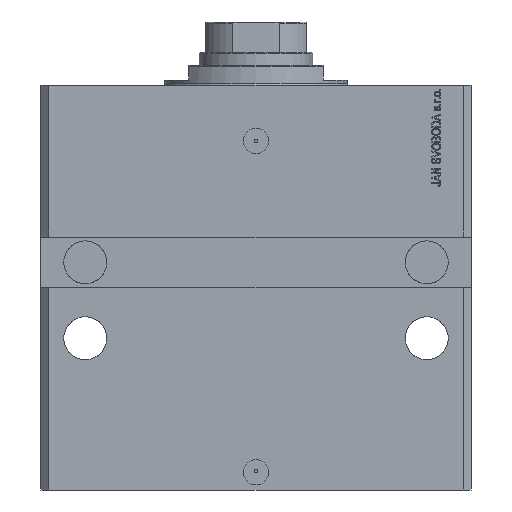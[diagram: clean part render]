
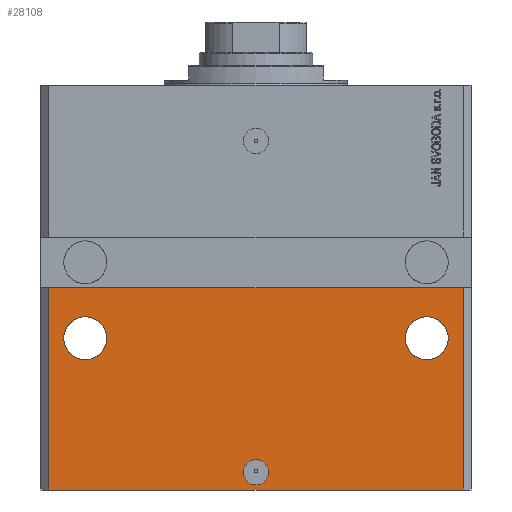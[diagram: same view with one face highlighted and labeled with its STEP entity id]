
A CAD part, front view. The second image highlights one B-rep face of the part: STEP entity #28108.
In plain terms, the highlighted planar face has unit normal (0, -1, 0).
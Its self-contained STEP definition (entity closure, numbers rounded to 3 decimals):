
#578 = CARTESIAN_POINT ( 'NONE',  ( 59., -70., -100. ) ) ;
#901 = EDGE_CURVE ( 'NONE', #8361, #25742, #39862, .T. ) ;
#1057 = EDGE_CURVE ( 'NONE', #23997, #27107, #5913, .T. ) ;
#1744 = DIRECTION ( 'NONE',  ( -1., 0., 0. ) ) ;
#1854 = CIRCLE ( 'NONE', #27199, 8.5 ) ;
#2053 = CIRCLE ( 'NONE', #34142, 8.5 ) ;
#2165 = VERTEX_POINT ( 'NONE', #578 ) ;
#2226 = EDGE_CURVE ( 'NONE', #2165, #39669, #1854, .T. ) ;
#2656 = ORIENTED_EDGE ( 'NONE', *, *, #22058, .F. ) ;
#2743 = EDGE_LOOP ( 'NONE', ( #26764, #31534 ) ) ;
#3094 = EDGE_CURVE ( 'NONE', #25742, #8361, #26468, .T. ) ;
#3325 = CARTESIAN_POINT ( 'NONE',  ( -82., -70., -160. ) ) ;
#5202 = CARTESIAN_POINT ( 'NONE',  ( 82., -70., -160. ) ) ;
#5214 = DIRECTION ( 'NONE',  ( 1., 0., 0. ) ) ;
#5671 = DIRECTION ( 'NONE',  ( 1., 0., 0. ) ) ;
#5913 = LINE ( 'NONE', #37699, #8511 ) ;
#5919 = AXIS2_PLACEMENT_3D ( 'NONE', #41750, #24226, #42206 ) ;
#6289 = AXIS2_PLACEMENT_3D ( 'NONE', #41001, #30928, #1744 ) ;
#6670 = CIRCLE ( 'NONE', #5919, 5. ) ;
#6671 = DIRECTION ( 'NONE',  ( -1., 0., 0. ) ) ;
#6858 = EDGE_CURVE ( 'NONE', #27107, #7251, #8736, .T. ) ;
#7251 = VERTEX_POINT ( 'NONE', #31607 ) ;
#7535 = DIRECTION ( 'NONE',  ( 0., -1., 0. ) ) ;
#8361 = VERTEX_POINT ( 'NONE', #19004 ) ;
#8511 = VECTOR ( 'NONE', #5671, 1000. ) ;
#8573 = ORIENTED_EDGE ( 'NONE', *, *, #1057, .T. ) ;
#8736 = LINE ( 'NONE', #23012, #19901 ) ;
#9511 = CARTESIAN_POINT ( 'NONE',  ( -82., -70., -160. ) ) ;
#10879 = EDGE_LOOP ( 'NONE', ( #15157, #24345 ) ) ;
#11053 = FACE_BOUND ( 'NONE', #2743, .T. ) ;
#11705 = VERTEX_POINT ( 'NONE', #30334 ) ;
#12491 = DIRECTION ( 'NONE',  ( 0., 0., 1. ) ) ;
#14415 = CARTESIAN_POINT ( 'NONE',  ( -67.5, -70., -100. ) ) ;
#15037 = DIRECTION ( 'NONE',  ( 0., 0., -1. ) ) ;
#15157 = ORIENTED_EDGE ( 'NONE', *, *, #28852, .F. ) ;
#15193 = CARTESIAN_POINT ( 'NONE',  ( -82., -70., -160. ) ) ;
#15858 = LINE ( 'NONE', #9511, #36297 ) ;
#17072 = VERTEX_POINT ( 'NONE', #28056 ) ;
#18021 = EDGE_CURVE ( 'NONE', #37433, #11705, #20850, .T. ) ;
#18276 = CARTESIAN_POINT ( 'NONE',  ( 5., -70., -153. ) ) ;
#18846 = EDGE_CURVE ( 'NONE', #11705, #37433, #6670, .T. ) ;
#19004 = CARTESIAN_POINT ( 'NONE',  ( -76., -70., -100. ) ) ;
#19294 = DIRECTION ( 'NONE',  ( 0., -1., 0. ) ) ;
#19901 = VECTOR ( 'NONE', #12491, 1000. ) ;
#20811 = DIRECTION ( 'NONE',  ( 1., 0., 0. ) ) ;
#20850 = CIRCLE ( 'NONE', #35761, 5. ) ;
#21283 = CARTESIAN_POINT ( 'NONE',  ( -85., -70., -80. ) ) ;
#22058 = EDGE_CURVE ( 'NONE', #23997, #17072, #15858, .T. ) ;
#22151 = CARTESIAN_POINT ( 'NONE',  ( 67.5, -70., -100. ) ) ;
#23012 = CARTESIAN_POINT ( 'NONE',  ( 82., -70., -160. ) ) ;
#23048 = EDGE_LOOP ( 'NONE', ( #44632, #37790 ) ) ;
#23997 = VERTEX_POINT ( 'NONE', #15193 ) ;
#24226 = DIRECTION ( 'NONE',  ( 0., -1., 0. ) ) ;
#24345 = ORIENTED_EDGE ( 'NONE', *, *, #2226, .F. ) ;
#25079 = FACE_BOUND ( 'NONE', #23048, .T. ) ;
#25187 = AXIS2_PLACEMENT_3D ( 'NONE', #3325, #7535, #15037 ) ;
#25714 = AXIS2_PLACEMENT_3D ( 'NONE', #14415, #38685, #6671 ) ;
#25742 = VERTEX_POINT ( 'NONE', #40484 ) ;
#26123 = DIRECTION ( 'NONE',  ( 0., -1., 0. ) ) ;
#26351 = DIRECTION ( 'NONE',  ( 1., 0., 0. ) ) ;
#26468 = CIRCLE ( 'NONE', #6289, 8.5 ) ;
#26764 = ORIENTED_EDGE ( 'NONE', *, *, #18021, .F. ) ;
#27107 = VERTEX_POINT ( 'NONE', #5202 ) ;
#27127 = CARTESIAN_POINT ( 'NONE',  ( 76., -70., -100. ) ) ;
#27199 = AXIS2_PLACEMENT_3D ( 'NONE', #37239, #34434, #5214 ) ;
#28056 = CARTESIAN_POINT ( 'NONE',  ( -82., -70., -80. ) ) ;
#28108 = ADVANCED_FACE ( 'NONE', ( #11053, #28800, #25079, #39543 ), #32530, .T. ) ;
#28800 = FACE_BOUND ( 'NONE', #10879, .T. ) ;
#28852 = EDGE_CURVE ( 'NONE', #39669, #2165, #2053, .T. ) ;
#30334 = CARTESIAN_POINT ( 'NONE',  ( -5., -70., -153. ) ) ;
#30928 = DIRECTION ( 'NONE',  ( 0., -1., 0. ) ) ;
#31534 = ORIENTED_EDGE ( 'NONE', *, *, #18846, .F. ) ;
#31607 = CARTESIAN_POINT ( 'NONE',  ( 82., -70., -80. ) ) ;
#32530 = PLANE ( 'NONE',  #25187 ) ;
#34142 = AXIS2_PLACEMENT_3D ( 'NONE', #22151, #26123, #26351 ) ;
#34434 = DIRECTION ( 'NONE',  ( 0., -1., 0. ) ) ;
#35287 = LINE ( 'NONE', #21283, #39670 ) ;
#35761 = AXIS2_PLACEMENT_3D ( 'NONE', #41007, #19294, #37480 ) ;
#36131 = EDGE_LOOP ( 'NONE', ( #42850, #2656, #8573, #38042 ) ) ;
#36297 = VECTOR ( 'NONE', #41070, 1000. ) ;
#37239 = CARTESIAN_POINT ( 'NONE',  ( 67.5, -70., -100. ) ) ;
#37433 = VERTEX_POINT ( 'NONE', #18276 ) ;
#37480 = DIRECTION ( 'NONE',  ( 1., 0., 0. ) ) ;
#37699 = CARTESIAN_POINT ( 'NONE',  ( -82., -70., -160. ) ) ;
#37790 = ORIENTED_EDGE ( 'NONE', *, *, #901, .F. ) ;
#38042 = ORIENTED_EDGE ( 'NONE', *, *, #6858, .T. ) ;
#38685 = DIRECTION ( 'NONE',  ( 0., -1., 0. ) ) ;
#39543 = FACE_OUTER_BOUND ( 'NONE', #36131, .T. ) ;
#39669 = VERTEX_POINT ( 'NONE', #27127 ) ;
#39670 = VECTOR ( 'NONE', #20811, 1000. ) ;
#39684 = EDGE_CURVE ( 'NONE', #17072, #7251, #35287, .T. ) ;
#39862 = CIRCLE ( 'NONE', #25714, 8.5 ) ;
#40484 = CARTESIAN_POINT ( 'NONE',  ( -59., -70., -100. ) ) ;
#41001 = CARTESIAN_POINT ( 'NONE',  ( -67.5, -70., -100. ) ) ;
#41007 = CARTESIAN_POINT ( 'NONE',  ( 0., -70., -153. ) ) ;
#41070 = DIRECTION ( 'NONE',  ( 0., 0., 1. ) ) ;
#41750 = CARTESIAN_POINT ( 'NONE',  ( 0., -70., -153. ) ) ;
#42206 = DIRECTION ( 'NONE',  ( 1., 0., 0. ) ) ;
#42850 = ORIENTED_EDGE ( 'NONE', *, *, #39684, .F. ) ;
#44632 = ORIENTED_EDGE ( 'NONE', *, *, #3094, .F. ) ;
